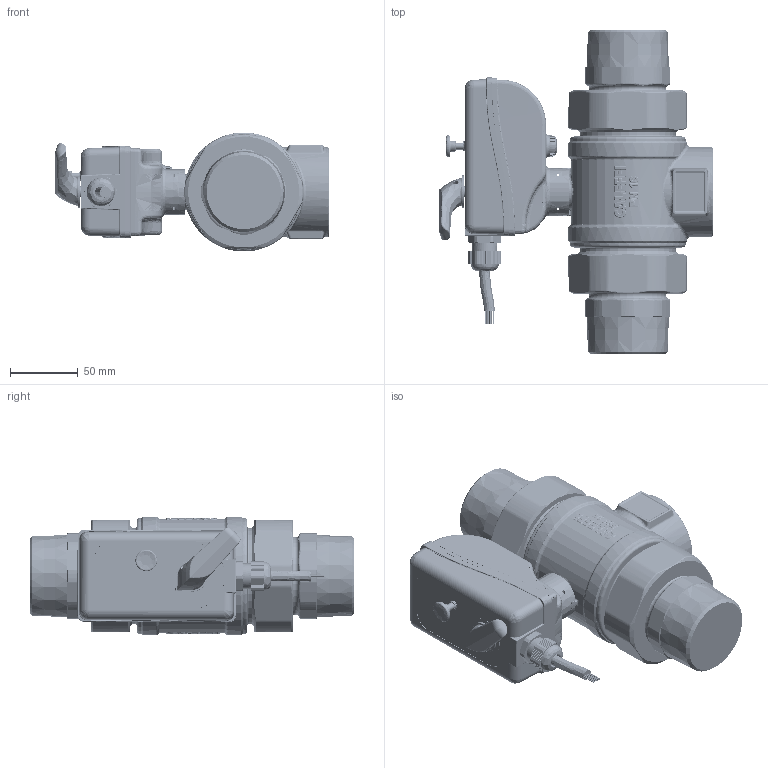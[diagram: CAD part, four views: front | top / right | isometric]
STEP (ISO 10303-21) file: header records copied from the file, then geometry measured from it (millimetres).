
FILE_DESCRIPTION(('CATIA V5 STEP Exchange'),'2;1');
FILE_NAME('STEP_638092_-_TST.stp','2018-07-23T12:01:18+00:00',('none'),('none'),'CATIA Version 5-6 Release 2016 SP4','CATIA V5 STEP AP203','none');
FILE_SCHEMA(('CONFIG_CONTROL_DESIGN'));
Products named in the file (1): 638092 - TST
Bounding box: 202.49 x 239.93 x 87.91 mm (x, y, z)
Volume: 1204154.4 mm3; surface area: 196221.8 mm2
Topology: 2 solids, 2242 shells, 4244 faces, 28960 edges, 26702 vertices
Faces by surface type: bspline 1884, plane 908, cylinder 862, revolution 299, sphere 132, cone 95, torus 64
Entity records: 349968 total; most frequent: CARTESIAN_POINT 203872, ORIENTED_EDGE 33053, EDGE_CURVE 28637, VERTEX_POINT 26682, B_SPLINE_CURVE_WITH_KNOTS 25674, DIRECTION 5681, EDGE_LOOP 4427, ADVANCED_FACE 4234
